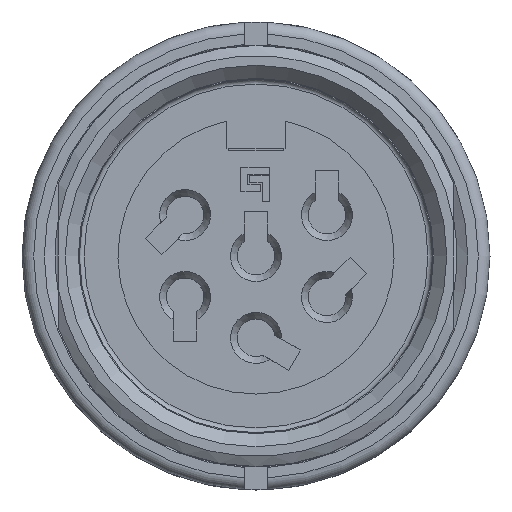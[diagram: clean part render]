
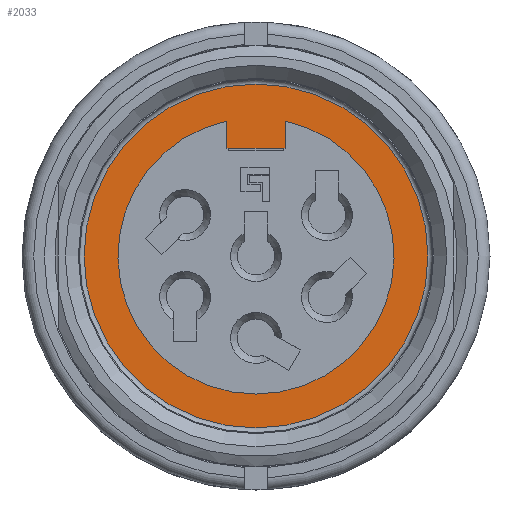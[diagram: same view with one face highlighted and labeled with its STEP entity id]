
A CAD part, left-side view. The second image highlights one B-rep face of the part: STEP entity #2033.
In plain terms, the highlighted planar face has unit normal (-1, 0, 0).
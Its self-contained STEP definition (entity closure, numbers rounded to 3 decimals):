
#507=PLANE('',#6299);
#856=LINE('',#10240,#1406);
#870=LINE('',#10265,#1420);
#871=LINE('',#10267,#1421);
#1406=VECTOR('',#7260,1.);
#1420=VECTOR('',#7284,1.);
#1421=VECTOR('',#7287,1.);
#2033=ADVANCED_FACE('',(#2327,#2328),#507,.T.);
#2327=FACE_BOUND('',#2540,.T.);
#2328=FACE_BOUND('',#2541,.T.);
#2540=EDGE_LOOP('',(#3571,#3572,#3573,#3574));
#2541=EDGE_LOOP('',(#3575));
#3571=ORIENTED_EDGE('',*,*,#5494,.F.);
#3572=ORIENTED_EDGE('',*,*,#5477,.F.);
#3573=ORIENTED_EDGE('',*,*,#5493,.F.);
#3574=ORIENTED_EDGE('',*,*,#5491,.F.);
#3575=ORIENTED_EDGE('',*,*,#5229,.T.);
#4592=VERTEX_POINT('',#9593);
#4763=VERTEX_POINT('',#10238);
#4765=VERTEX_POINT('',#10241);
#4769=VERTEX_POINT('',#10260);
#4770=VERTEX_POINT('',#10262);
#5229=EDGE_CURVE('',#4592,#4592,#5908,.T.);
#5477=EDGE_CURVE('',#4763,#4765,#856,.T.);
#5491=EDGE_CURVE('',#4769,#4770,#5976,.T.);
#5493=EDGE_CURVE('',#4770,#4763,#870,.T.);
#5494=EDGE_CURVE('',#4765,#4769,#871,.T.);
#5908=CIRCLE('',#6130,7.35);
#5976=CIRCLE('',#6295,5.9);
#6130=AXIS2_PLACEMENT_3D('',#9592,#6783,#6784);
#6295=AXIS2_PLACEMENT_3D('',#10261,#7279,#7280);
#6299=AXIS2_PLACEMENT_3D('',#10269,#7290,#7291);
#6783=DIRECTION('',(-1.,0.,0.));
#6784=DIRECTION('',(0.,0.,-1.));
#7260=DIRECTION('',(0.,1.,0.));
#7279=DIRECTION('',(-1.,0.,0.));
#7280=DIRECTION('',(0.,0.,-1.));
#7284=DIRECTION('',(0.,0.,-1.));
#7287=DIRECTION('',(0.,0.,1.));
#7290=DIRECTION('',(-1.,0.,0.));
#7291=DIRECTION('',(0.,0.,1.));
#9592=CARTESIAN_POINT('',(7.6,0.,0.));
#9593=CARTESIAN_POINT('',(7.6,0.,-7.35));
#10238=CARTESIAN_POINT('',(7.6,-1.25,4.6));
#10240=CARTESIAN_POINT('',(7.6,1.25,4.6));
#10241=CARTESIAN_POINT('',(7.6,1.25,4.6));
#10260=CARTESIAN_POINT('',(7.6,1.25,5.766));
#10261=CARTESIAN_POINT('',(7.6,0.,0.));
#10262=CARTESIAN_POINT('',(7.6,-1.25,5.766));
#10265=CARTESIAN_POINT('',(7.6,-1.25,4.6));
#10267=CARTESIAN_POINT('',(7.6,1.25,6.251));
#10269=CARTESIAN_POINT('',(7.6,0.,0.));
